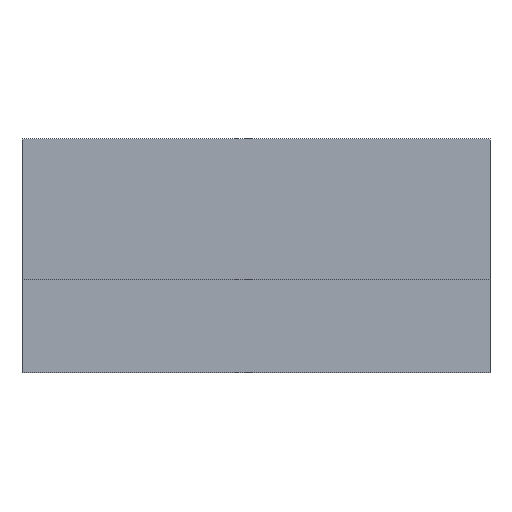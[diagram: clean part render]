
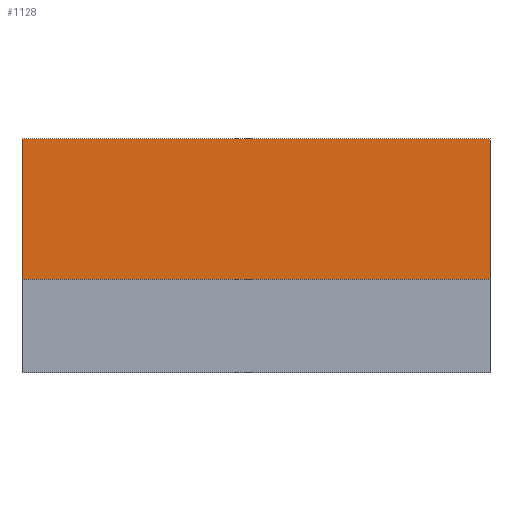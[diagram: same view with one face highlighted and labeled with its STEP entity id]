
A CAD part, front view. The second image highlights one B-rep face of the part: STEP entity #1128.
In plain terms, the highlighted planar face has unit normal (0, -1, 0).
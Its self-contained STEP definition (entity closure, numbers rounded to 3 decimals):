
#1013=DIRECTION('',(-1.,0.,0.));
#1014=VECTOR('',#1013,1.);
#1015=CARTESIAN_POINT('',(0.5,-1.,0.));
#1016=LINE('',#1015,#1014);
#1017=DIRECTION('',(1.,0.,0.));
#1018=VECTOR('',#1017,1.);
#1019=CARTESIAN_POINT('',(-0.5,-1.,0.3));
#1020=LINE('',#1019,#1018);
#1021=DIRECTION('',(0.,0.,-1.));
#1022=VECTOR('',#1021,0.3);
#1023=CARTESIAN_POINT('',(0.5,-1.,0.3));
#1024=LINE('',#1023,#1022);
#1033=DIRECTION('',(0.,0.,-1.));
#1034=VECTOR('',#1033,0.3);
#1035=CARTESIAN_POINT('',(-0.5,-1.,0.3));
#1036=LINE('',#1035,#1034);
#1045=CARTESIAN_POINT('',(-0.5,-1.,0.));
#1046=VERTEX_POINT('',#1045);
#1047=CARTESIAN_POINT('',(0.5,-1.,0.));
#1048=VERTEX_POINT('',#1047);
#1053=CARTESIAN_POINT('',(0.5,-1.,0.3));
#1054=VERTEX_POINT('',#1053);
#1055=CARTESIAN_POINT('',(-0.5,-1.,0.3));
#1056=VERTEX_POINT('',#1055);
#1116=CARTESIAN_POINT('',(0.,-1.,0.15));
#1117=DIRECTION('',(0.,1.,0.));
#1118=DIRECTION('',(1.,0.,0.));
#1119=AXIS2_PLACEMENT_3D('',#1116,#1117,#1118);
#1120=PLANE('',#1119);
#1121=ORIENTED_EDGE('',*,*,#1066,.T.);
#1123=ORIENTED_EDGE('',*,*,#1122,.F.);
#1124=ORIENTED_EDGE('',*,*,#1096,.T.);
#1125=ORIENTED_EDGE('',*,*,#1110,.T.);
#1126=EDGE_LOOP('',(#1121,#1123,#1124,#1125));
#1127=FACE_OUTER_BOUND('',#1126,.F.);
#1066=EDGE_CURVE('',#1048,#1046,#1016,.T.);
#1096=EDGE_CURVE('',#1056,#1054,#1020,.T.);
#1110=EDGE_CURVE('',#1054,#1048,#1024,.T.);
#1122=EDGE_CURVE('',#1056,#1046,#1036,.T.);
#1128=ADVANCED_FACE('',(#1127),#1120,.F.);
